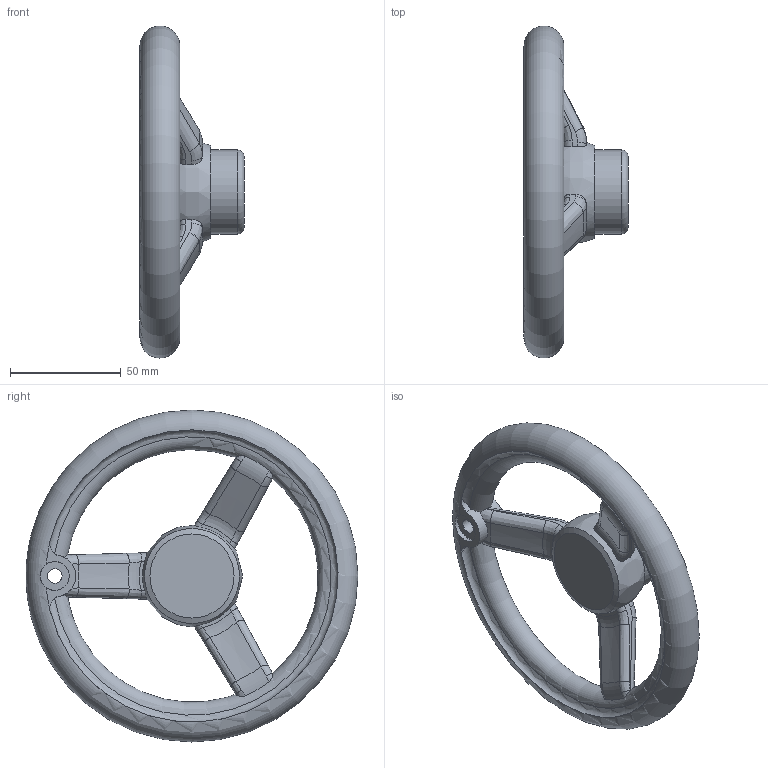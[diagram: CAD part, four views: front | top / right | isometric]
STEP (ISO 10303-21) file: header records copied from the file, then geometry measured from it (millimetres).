
FILE_DESCRIPTION(/* description */ (''),/* implementation_level */ '2;1');
FILE_NAME(/* name */ 'P_150_N.dxf',/* time_stamp */ '2012-11-23T17:19:00+08:00',/* author */ (''),/* organization */ (''),/* preprocessor_version */ 'ST-DEVELOPER v9',/* originating_system */ 'UGS - NX 4.0',/* authorisation */ '');
FILE_SCHEMA (('CONFIG_CONTROL_DESIGN'));
Length unit declared in the file: millimetre
Products named in the file (1): Admi47DExodf
Bounding box: 47 x 149.97 x 149.98 mm (x, y, z)
Volume: 158598.2 mm3; surface area: 35901.4 mm2
Topology: 1 solids, 1 shells, 104 faces, 278 edges, 175 vertices
Faces by surface type: bspline 37, cylinder 21, plane 18, torus 16, cone 10, sphere 2
Full cylindrical faces by diameter (mm): 6.6 x1, 13.1 x1, 38 x1
Entity records: 4174 total; most frequent: CARTESIAN_POINT 1940, ORIENTED_EDGE 532, DIRECTION 324, EDGE_CURVE 266, VERTEX_POINT 171, B_SPLINE_CURVE_WITH_KNOTS 158, AXIS2_PLACEMENT_3D 148, EDGE_LOOP 119
